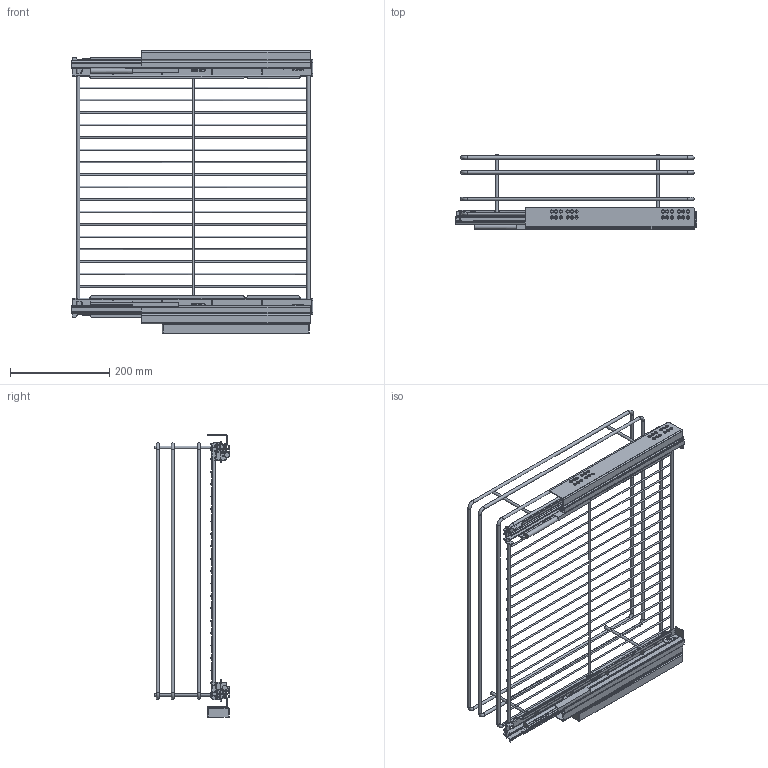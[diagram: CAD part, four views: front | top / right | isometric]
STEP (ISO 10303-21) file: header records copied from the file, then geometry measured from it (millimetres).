
FILE_DESCRIPTION((''),'2;1');
FILE_NAME('38728014_BANDEJA MULTIUSOS 600 ABIERTO.stp','2017-02-13T12:14:28',('Fernando'),(''),'Autodesk Inventor 2010','Autodesk Inventor 2010','');
FILE_SCHEMA(('AUTOMOTIVE_DESIGN { 1 0 10303 214 1 1 1 1 }'));
Length unit declared in the file: millimetre
Products named in the file (14): 38728014_BANDEJA MULTIUSOS 600 CERRADO; CLIP SUPERIOR; QUADRO V6 480 EB20 SS IZQDA_M; FUNDA QUADRO 480 EB20 IZQDA_M; MEDIO QUADRO 480 EB20 IZQDA_M; CENTRO GUIA CUADRO; piston DERECHA; QUADRO V6 480 EB20 SS DCHA; FUNDA QUADRO 480 EB20 DCHA; MEDIO QUADRO 480 EB20 DCHA; SALVABISAGRAS 19; BOTELLERO FUNDA DCHA; CM80440; BOTELLERO FUNDA IZQDA_MIR
Assembly tree (16 placements, depth 3):
  38728014_BANDEJA MULTIUSOS 600 CERRADO
    CLIP SUPERIOR  x2
    QUADRO V6 480 EB20 SS IZQDA_M
      FUNDA QUADRO 480 EB20 IZQDA_M
      MEDIO QUADRO 480 EB20 IZQDA_M
      CENTRO GUIA CUADRO
      piston DERECHA
    QUADRO V6 480 EB20 SS DCHA
      FUNDA QUADRO 480 EB20 DCHA
      MEDIO QUADRO 480 EB20 DCHA
      CENTRO GUIA CUADRO
      piston DERECHA
    SALVABISAGRAS 19
    BOTELLERO FUNDA DCHA
    CM80440
    BOTELLERO FUNDA IZQDA_MIR
Bounding box: 486 x 151.5 x 568 mm (x, y, z)
Volume: 759915.2 mm3; surface area: 718409 mm2
Topology: 22 solids, 22 shells, 1332 faces, 3522 edges, 2262 vertices
Faces by surface type: plane 688, cylinder 472, torus 70, bspline 54, sphere 32, cone 16
Full cylindrical faces by diameter (mm): 2.9 x19, 3.9 x5, 4 x2, 4.2 x2, 5.8 x4, 6.2 x2, 6.3 x48, 6.4 x16, 6.5 x8, 8.5 x2, 10 x2, 12 x2
Entity records: 38019 total; most frequent: CARTESIAN_POINT 8239, DIRECTION 6153, ORIENTED_EDGE 5848, EDGE_CURVE 2924, AXIS2_PLACEMENT_3D 2169, VERTEX_POINT 1969, VECTOR 1815, LINE 1815
